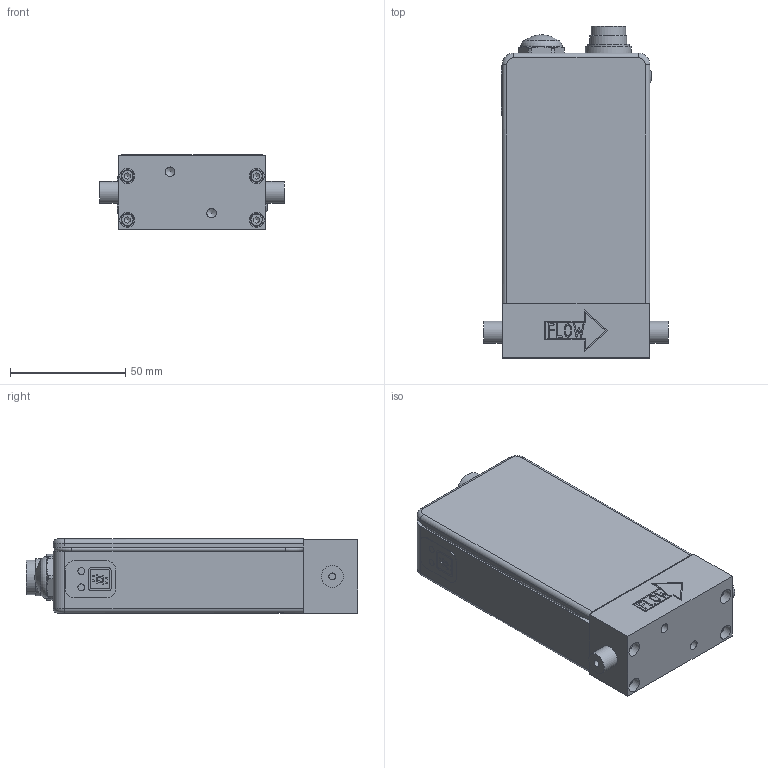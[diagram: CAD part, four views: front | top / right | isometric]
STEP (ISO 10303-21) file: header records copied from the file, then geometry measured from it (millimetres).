
FILE_DESCRIPTION((''),'2;1');
FILE_NAME('M12-13-14 weld.stp','2010-07-08T13:14:06',('J-vanHal'),(''),'Autodesk Inventor 2009','Autodesk Inventor 2009','');
FILE_SCHEMA(('AUTOMOTIVE_DESIGN { 1 0 10303 214 1 1 1 1 }'));
Length unit declared in the file: millimetre
Products named in the file (1): Part1
Bounding box: 80 x 143.8 x 32.14 mm (x, y, z)
Volume: 272159 mm3; surface area: 35036.1 mm2
Topology: 1 solids, 5 shells, 401 faces, 1002 edges, 641 vertices
Faces by surface type: plane 227, cylinder 71, bspline 61, torus 23, cone 11, sphere 8
Full cylindrical faces by diameter (mm): 1 x8, 3 x4, 5.5 x8, 9.525 x2, 14.5 x1, 15 x1, 16 x2, 18 x1, 18.1 x1, 20 x1
Entity records: 12379 total; most frequent: CARTESIAN_POINT 3396, ORIENTED_EDGE 1794, DIRECTION 1672, EDGE_CURVE 897, VERTEX_POINT 619, AXIS2_PLACEMENT_3D 572, VECTOR 528, LINE 528
